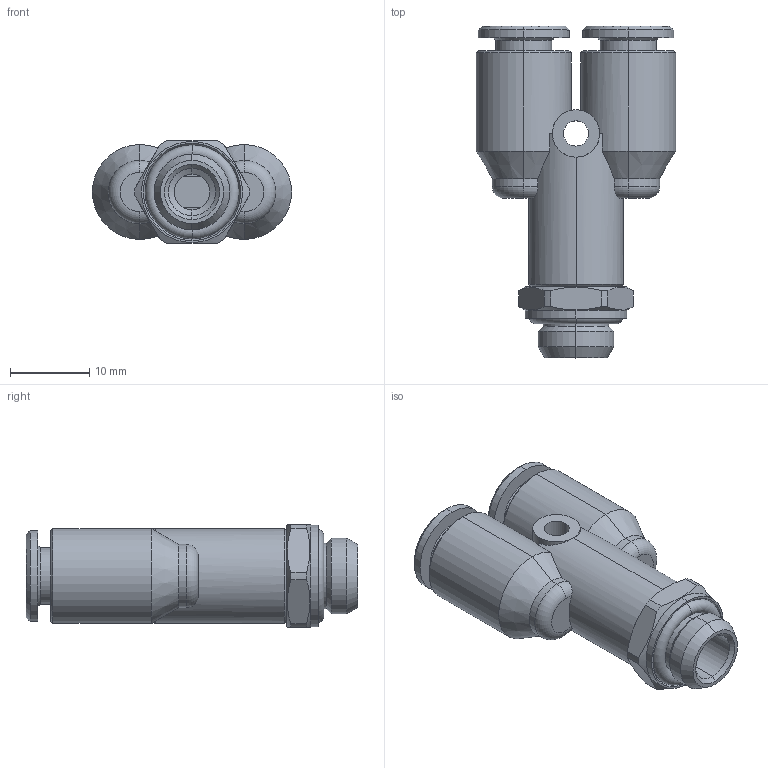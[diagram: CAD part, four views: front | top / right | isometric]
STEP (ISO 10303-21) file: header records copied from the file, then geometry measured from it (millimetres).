
FILE_DESCRIPTION (( 'STEP AP203' ), '1' );
FILE_NAME ('B0210031.STEP', '2011-04-19T15:54:23', ( 'UT1' ), ( 'sopra-pneumatic' ), 'SwSTEP 2.0', 'SolidWorks 2009', '' );
FILE_SCHEMA (( 'CONFIG_CONTROL_DESIGN' ));
Length unit declared in the file: millimetre
Products named in the file (1): B0210031
Bounding box: 25.2 x 42 x 13 mm (x, y, z)
Volume: 5045.4 mm3; surface area: 4431.3 mm2
Topology: 2 solids, 2 shells, 138 faces, 326 edges, 196 vertices
Faces by surface type: cylinder 51, cone 40, plane 37, torus 10
Entity records: 4301 total; most frequent: CARTESIAN_POINT 967, DIRECTION 740, ORIENTED_EDGE 652, EDGE_CURVE 326, AXIS2_PLACEMENT_3D 305, VERTEX_POINT 196, CIRCLE 166, EDGE_LOOP 150
